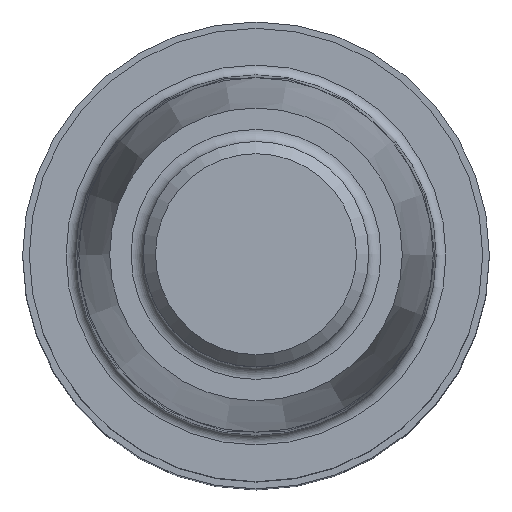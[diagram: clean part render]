
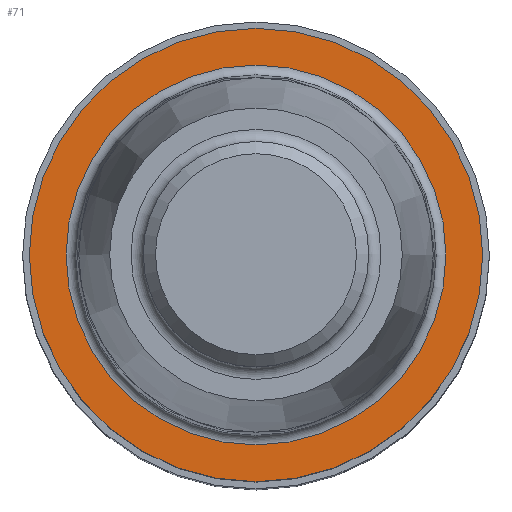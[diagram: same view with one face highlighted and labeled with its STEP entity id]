
A CAD part, top view. The second image highlights one B-rep face of the part: STEP entity #71.
In plain terms, the highlighted planar face has unit normal (0, 0, 1).
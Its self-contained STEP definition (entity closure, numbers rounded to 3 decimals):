
#58=PLANE('',#275);
#71=ADVANCED_FACE('',(#94,#95),#58,.F.);
#94=FACE_BOUND('',#120,.T.);
#95=FACE_BOUND('',#121,.T.);
#120=EDGE_LOOP('',(#150));
#121=EDGE_LOOP('',(#151));
#150=ORIENTED_EDGE('',*,*,#193,.F.);
#151=ORIENTED_EDGE('',*,*,#192,.T.);
#177=VERTEX_POINT('',#404);
#178=VERTEX_POINT('',#407);
#192=EDGE_CURVE('',#177,#177,#207,.T.);
#193=EDGE_CURVE('',#178,#178,#208,.T.);
#207=CIRCLE('',#272,7.75);
#208=CIRCLE('',#274,9.25);
#272=AXIS2_PLACEMENT_3D('',#403,#317,#318);
#274=AXIS2_PLACEMENT_3D('',#406,#321,#322);
#275=AXIS2_PLACEMENT_3D('',#408,#323,#324);
#317=DIRECTION('',(0.,0.,-1.));
#318=DIRECTION('',(-1.,0.,0.));
#321=DIRECTION('',(0.,0.,-1.));
#322=DIRECTION('',(-1.,0.,0.));
#323=DIRECTION('',(0.,0.,-1.));
#324=DIRECTION('',(-1.,0.,0.));
#403=CARTESIAN_POINT('',(0.,0.,0.));
#404=CARTESIAN_POINT('',(-7.75,0.,0.));
#406=CARTESIAN_POINT('',(0.,0.,0.));
#407=CARTESIAN_POINT('',(-9.25,0.,0.));
#408=CARTESIAN_POINT('',(7.75,0.,0.));
